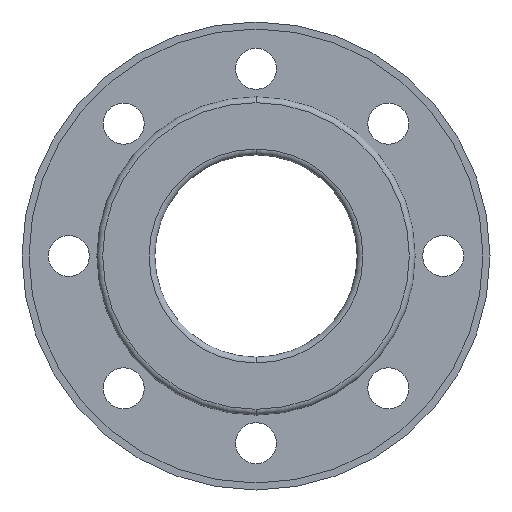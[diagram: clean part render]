
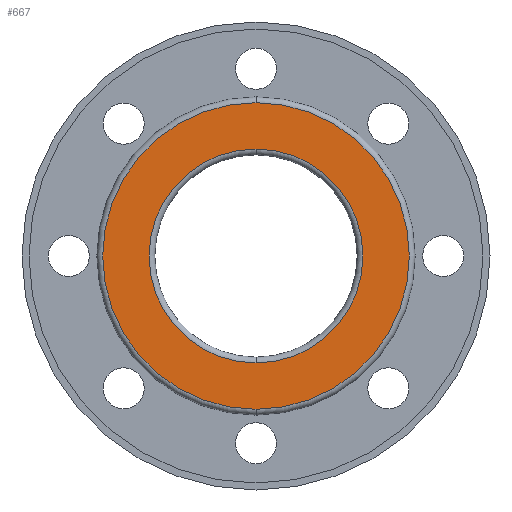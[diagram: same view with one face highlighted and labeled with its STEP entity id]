
A CAD part, front view. The second image highlights one B-rep face of the part: STEP entity #667.
In plain terms, the highlighted planar face has unit normal (0, -1, 0).
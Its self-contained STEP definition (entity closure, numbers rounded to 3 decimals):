
#104 = EDGE_LOOP ( 'NONE', ( #453, #1099 ) ) ;
#163 = ORIENTED_EDGE ( 'NONE', *, *, #167, .T. ) ;
#167 = EDGE_CURVE ( 'NONE', #927, #822, #906, .T. ) ;
#182 = VERTEX_POINT ( 'NONE', #858 ) ;
#204 = FACE_OUTER_BOUND ( 'NONE', #104, .T. ) ;
#328 = CARTESIAN_POINT ( 'NONE',  ( 0., -2.5, 0. ) ) ;
#358 = ORIENTED_EDGE ( 'NONE', *, *, #1174, .T. ) ;
#434 = CARTESIAN_POINT ( 'NONE',  ( 0., -2.5, 0. ) ) ;
#453 = ORIENTED_EDGE ( 'NONE', *, *, #736, .F. ) ;
#463 = FACE_BOUND ( 'NONE', #720, .T. ) ;
#465 = AXIS2_PLACEMENT_3D ( 'NONE', #702, #968, #1572 ) ;
#543 = DIRECTION ( 'NONE',  ( 0., 0., 1. ) ) ;
#548 = CIRCLE ( 'NONE', #672, 65.5 ) ;
#559 = VERTEX_POINT ( 'NONE', #843 ) ;
#565 = PLANE ( 'NONE',  #465 ) ;
#616 = DIRECTION ( 'NONE',  ( 0., 1., 0. ) ) ;
#646 = CARTESIAN_POINT ( 'NONE',  ( 0., -2.5, 45.716 ) ) ;
#659 = DIRECTION ( 'NONE',  ( 0., 1., 0. ) ) ;
#667 = ADVANCED_FACE ( 'NONE', ( #204, #463 ), #565, .F. ) ;
#670 = CARTESIAN_POINT ( 'NONE',  ( 0., -2.5, 0. ) ) ;
#672 = AXIS2_PLACEMENT_3D ( 'NONE', #670, #659, #543 ) ;
#702 = CARTESIAN_POINT ( 'NONE',  ( 0., -2.5, 0. ) ) ;
#710 = CARTESIAN_POINT ( 'NONE',  ( 0., -2.5, -45.716 ) ) ;
#720 = EDGE_LOOP ( 'NONE', ( #358, #163 ) ) ;
#736 = EDGE_CURVE ( 'NONE', #182, #559, #1536, .T. ) ;
#822 = VERTEX_POINT ( 'NONE', #646 ) ;
#843 = CARTESIAN_POINT ( 'NONE',  ( 0., -2.5, -65.5 ) ) ;
#858 = CARTESIAN_POINT ( 'NONE',  ( 0., -2.5, 65.5 ) ) ;
#906 = CIRCLE ( 'NONE', #1429, 45.716 ) ;
#927 = VERTEX_POINT ( 'NONE', #710 ) ;
#934 = DIRECTION ( 'NONE',  ( 0., 0., 1. ) ) ;
#968 = DIRECTION ( 'NONE',  ( 0., 1., 0. ) ) ;
#977 = DIRECTION ( 'NONE',  ( 0., 1., 0. ) ) ;
#983 = DIRECTION ( 'NONE',  ( 0., 0., 1. ) ) ;
#1042 = AXIS2_PLACEMENT_3D ( 'NONE', #1243, #616, #1121 ) ;
#1099 = ORIENTED_EDGE ( 'NONE', *, *, #1202, .F. ) ;
#1121 = DIRECTION ( 'NONE',  ( 0., 0., 1. ) ) ;
#1174 = EDGE_CURVE ( 'NONE', #822, #927, #1382, .T. ) ;
#1202 = EDGE_CURVE ( 'NONE', #559, #182, #548, .T. ) ;
#1243 = CARTESIAN_POINT ( 'NONE',  ( 0., -2.5, 0. ) ) ;
#1337 = AXIS2_PLACEMENT_3D ( 'NONE', #328, #977, #983 ) ;
#1382 = CIRCLE ( 'NONE', #1337, 45.716 ) ;
#1429 = AXIS2_PLACEMENT_3D ( 'NONE', #434, #1574, #934 ) ;
#1536 = CIRCLE ( 'NONE', #1042, 65.5 ) ;
#1572 = DIRECTION ( 'NONE',  ( 0., 0., 1. ) ) ;
#1574 = DIRECTION ( 'NONE',  ( 0., 1., 0. ) ) ;
